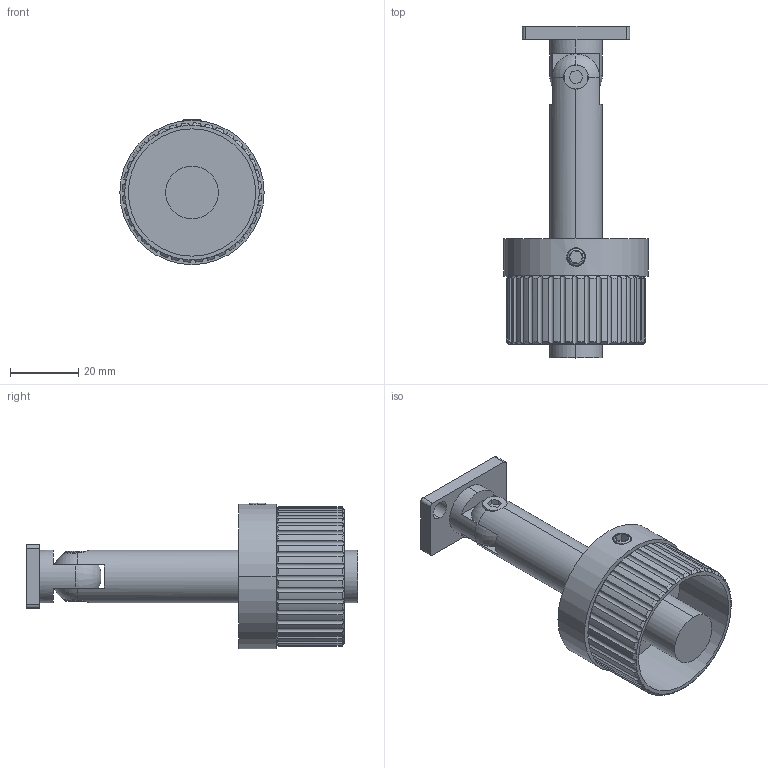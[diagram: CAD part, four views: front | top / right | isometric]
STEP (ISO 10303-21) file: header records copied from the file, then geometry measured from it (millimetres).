
FILE_DESCRIPTION (( 'STEP AP203' ), '1' );
FILE_NAME ('3D_GC2104_42.4_188706310.STEP', '2024-10-16T14:47:18', ( '' ), ( '' ), 'SwSTEP 2.0', 'SolidWorks 2024', '' );
FILE_SCHEMA (( 'CONFIG_CONTROL_DESIGN' ));
Length unit declared in the file: millimetre
Products named in the file (1): 3D_GC2104_42.4_188706310
Bounding box: 42.4 x 97.5 x 42.7 mm (x, y, z)
Volume: 35893.8 mm3; surface area: 18384 mm2
Topology: 6 solids, 6 shells, 256 faces, 689 edges, 451 vertices
Faces by surface type: cylinder 112, cone 80, plane 54, torus 8, bspline 2
Entity records: 10733 total; most frequent: CARTESIAN_POINT 4246, ORIENTED_EDGE 1378, DIRECTION 1348, EDGE_CURVE 689, AXIS2_PLACEMENT_3D 575, VERTEX_POINT 451, CIRCLE 320, EDGE_LOOP 278
